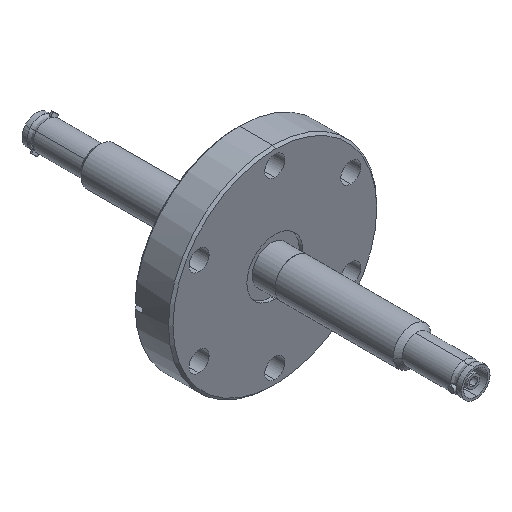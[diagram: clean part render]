
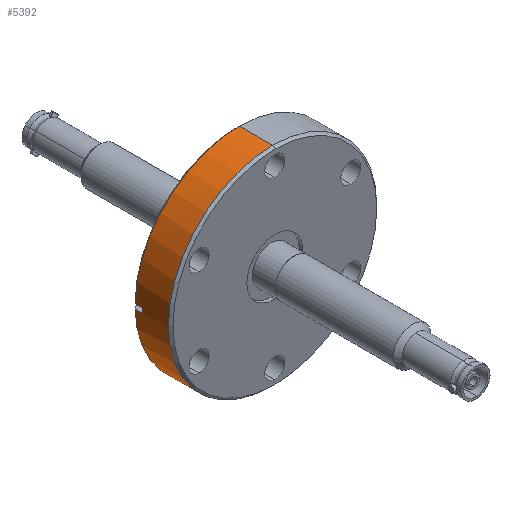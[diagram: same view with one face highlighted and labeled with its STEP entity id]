
A CAD part, isometric view. The second image highlights one B-rep face of the part: STEP entity #5392.
In plain terms, the highlighted cylindrical face has radius 34.925 mm (diameter 69.85 mm), a partial arc.
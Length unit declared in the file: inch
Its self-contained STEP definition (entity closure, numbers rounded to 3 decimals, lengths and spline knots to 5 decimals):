
#72 = VERTEX_POINT ( 'NONE', #260 ) ;
#149 = VERTEX_POINT ( 'NONE', #1686 ) ;
#177 = VERTEX_POINT ( 'NONE', #6756 ) ;
#260 = CARTESIAN_POINT ( 'NONE',  ( -1.37465, -0.70312, 0.031 ) ) ;
#588 = EDGE_LOOP ( 'NONE', ( #5654, #5619, #5657, #5629, #5635, #5648, #5624, #5634 ) ) ;
#1020 = CARTESIAN_POINT ( 'NONE',  ( -1.37465, -0.80445, -0.031 ) ) ;
#1040 = AXIS2_PLACEMENT_3D ( 'NONE', #6173, #6174, #6175 ) ;
#1350 = CARTESIAN_POINT ( 'NONE',  ( 0., -0.70312, -1.375 ) ) ;
#1454 = CIRCLE ( 'NONE', #1040, 1.375 ) ;
#1461 = LINE ( 'NONE', #6186, #1469 ) ;
#1469 = VECTOR ( 'NONE', #6194, 39.37008 ) ;
#1478 = LINE ( 'NONE', #6201, #1480 ) ;
#1480 = VECTOR ( 'NONE', #6202, 39.37008 ) ;
#1686 = CARTESIAN_POINT ( 'NONE',  ( 0., -1.14312, -1.375 ) ) ;
#1762 = AXIS2_PLACEMENT_3D ( 'NONE', #4163, #4161, #4154 ) ;
#1852 = AXIS2_PLACEMENT_3D ( 'NONE', #2047, #2048, #2049 ) ;
#1853 = AXIS2_PLACEMENT_3D ( 'NONE', #2052, #2053, #2054 ) ;
#2029 = CARTESIAN_POINT ( 'NONE',  ( -1.37512, -0.80449, -0.01035 ) ) ;
#2032 = CARTESIAN_POINT ( 'NONE',  ( -1.37465, 0., -0.031 ) ) ;
#2033 = DIRECTION ( 'NONE',  ( 0., -1., 0. ) ) ;
#2034 = CARTESIAN_POINT ( 'NONE',  ( -1.37512, -0.80449, 0.01032 ) ) ;
#2035 = CARTESIAN_POINT ( 'NONE',  ( -1.37465, -0.80445, 0.031 ) ) ;
#2036 = CARTESIAN_POINT ( 'NONE',  ( -1.37465, 0., 0.031 ) ) ;
#2037 = DIRECTION ( 'NONE',  ( 0., -1., 0. ) ) ;
#2047 = CARTESIAN_POINT ( 'NONE',  ( 0., -0.70312, 0. ) ) ;
#2048 = DIRECTION ( 'NONE',  ( 0., 1., 0. ) ) ;
#2049 = DIRECTION ( 'NONE',  ( 0., 0., 1. ) ) ;
#2052 = CARTESIAN_POINT ( 'NONE',  ( 0., -1.14312, 0. ) ) ;
#2053 = DIRECTION ( 'NONE',  ( 0., 1., 0. ) ) ;
#2054 = DIRECTION ( 'NONE',  ( 0., 0., 1. ) ) ;
#2258 = EDGE_CURVE ( 'NONE', #6659, #4796, #1454, .T. ) ;
#2267 = EDGE_CURVE ( 'NONE', #149, #6659, #1461, .T. ) ;
#2274 = EDGE_CURVE ( 'NONE', #4831, #177, #1478, .T. ) ;
#3571 = LINE ( 'NONE', #2032, #3572 ) ;
#3572 = VECTOR ( 'NONE', #2033, 39.37008 ) ;
#3573 = LINE ( 'NONE', #2036, #3574 ) ;
#3574 = VECTOR ( 'NONE', #2037, 39.37008 ) ;
#3575 = CIRCLE ( 'NONE', #1853, 1.375 ) ;
#3576 = CIRCLE ( 'NONE', #1852, 1.375 ) ;
#4091 = CARTESIAN_POINT ( 'NONE',  ( -1.37465, -0.70312, -0.031 ) ) ;
#4105 = CARTESIAN_POINT ( 'NONE',  ( -1.37465, -0.80445, 0.031 ) ) ;
#4113 = CARTESIAN_POINT ( 'NONE',  ( -1.37465, -0.80445, -0.031 ) ) ;
#4126 = CARTESIAN_POINT ( 'NONE',  ( 0., -1.14312, 1.375 ) ) ;
#4154 = DIRECTION ( 'NONE',  ( 0., 0., 1. ) ) ;
#4161 = DIRECTION ( 'NONE',  ( 0., 1., 0. ) ) ;
#4163 = CARTESIAN_POINT ( 'NONE',  ( 0., 0., 0. ) ) ;
#4796 = VERTEX_POINT ( 'NONE', #4091 ) ;
#4810 = VERTEX_POINT ( 'NONE', #4105 ) ;
#4818 = VERTEX_POINT ( 'NONE', #4113 ) ;
#4831 = VERTEX_POINT ( 'NONE', #4126 ) ;
#5320 = CYLINDRICAL_SURFACE ( 'NONE', #1762, 1.375 ) ;
#5323 = FACE_OUTER_BOUND ( 'NONE', #588, .T. ) ;
#5392 = ADVANCED_FACE ( 'NONE', ( #5323 ), #5320, .T. ) ;
#5619 = ORIENTED_EDGE ( 'NONE', *, *, #6396, .T. ) ;
#5624 = ORIENTED_EDGE ( 'NONE', *, *, #6390, .F. ) ;
#5629 = ORIENTED_EDGE ( 'NONE', *, *, #6395, .F. ) ;
#5634 = ORIENTED_EDGE ( 'NONE', *, *, #2258, .F. ) ;
#5635 = ORIENTED_EDGE ( 'NONE', *, *, #6392, .T. ) ;
#5648 = ORIENTED_EDGE ( 'NONE', *, *, #6391, .F. ) ;
#5654 = ORIENTED_EDGE ( 'NONE', *, *, #2267, .F. ) ;
#5657 = ORIENTED_EDGE ( 'NONE', *, *, #2274, .T. ) ;
#5711 = B_SPLINE_CURVE_WITH_KNOTS ( 'NONE', 3,
 ( #1020, #2029, #2034, #2035 ),
 .UNSPECIFIED., .F., .F.,
 ( 4, 4 ),
 ( 0.11477, 0.11634 ),
 .UNSPECIFIED. ) ;
#6173 = CARTESIAN_POINT ( 'NONE',  ( 0., -0.70312, 0. ) ) ;
#6174 = DIRECTION ( 'NONE',  ( 0., 1., 0. ) ) ;
#6175 = DIRECTION ( 'NONE',  ( 0., 0., 1. ) ) ;
#6186 = CARTESIAN_POINT ( 'NONE',  ( 0., 0., -1.375 ) ) ;
#6194 = DIRECTION ( 'NONE',  ( 0., 1., 0. ) ) ;
#6201 = CARTESIAN_POINT ( 'NONE',  ( 0., 0., 1.375 ) ) ;
#6202 = DIRECTION ( 'NONE',  ( 0., 1., 0. ) ) ;
#6390 = EDGE_CURVE ( 'NONE', #4796, #4818, #3571, .T. ) ;
#6391 = EDGE_CURVE ( 'NONE', #4818, #4810, #5711, .T. ) ;
#6392 = EDGE_CURVE ( 'NONE', #72, #4810, #3573, .T. ) ;
#6395 = EDGE_CURVE ( 'NONE', #72, #177, #3576, .T. ) ;
#6396 = EDGE_CURVE ( 'NONE', #149, #4831, #3575, .T. ) ;
#6659 = VERTEX_POINT ( 'NONE', #1350 ) ;
#6756 = CARTESIAN_POINT ( 'NONE',  ( 0., -0.70312, 1.375 ) ) ;
